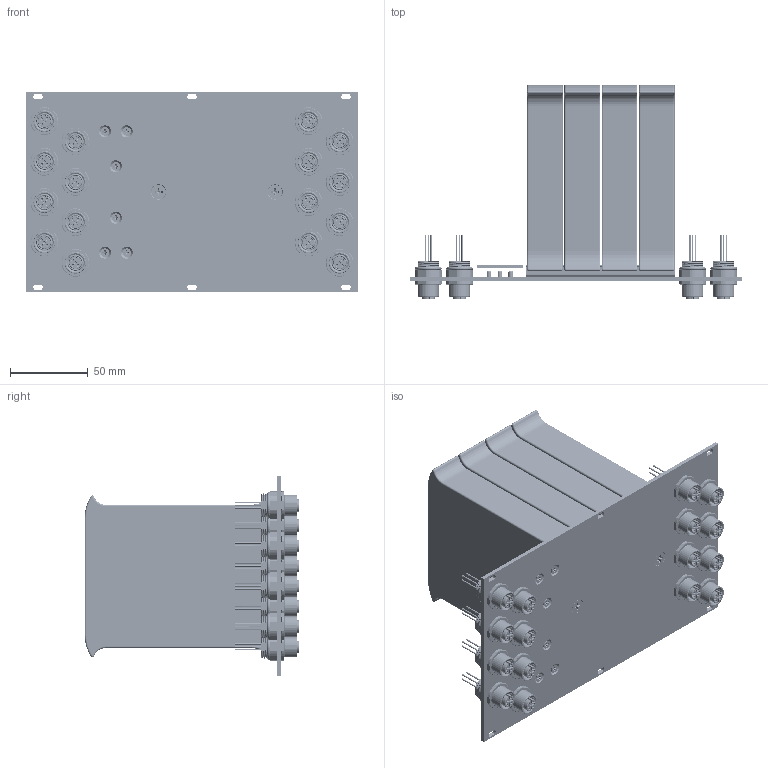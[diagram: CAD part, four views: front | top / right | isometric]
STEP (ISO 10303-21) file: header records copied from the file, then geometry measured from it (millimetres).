
FILE_DESCRIPTION(/* description */ ('STEP AP242','CAx-IF Rec.Pracs.---Representation and Presentation of Product Manufacturing Information (PMI)---4.0---2014-10-13','CAx-IF Rec.Pracs.---3D Tessellated Geometry---0.4---2014-09-14','2;1'),/* implementation_level */ '2;1');
FILE_NAME(/* name */ '6332c16b0a527e4935f160d1',/* time_stamp */ '2022-09-27T09:25:01+00:00',/* author */ (''),/* organization */ (''),/* preprocessor_version */ 'ST-DEVELOPER v18.102',/* originating_system */ ' ',/* authorisation */ ' ');
FILE_SCHEMA (('AP242_MANAGED_MODEL_BASED_3D_ENGINEERING_MIM_LF { 1 0 10303 442 1 1 4 }'));
Length unit declared in the file: metre
Products named in the file (9): Assembly 1; Converter; PH Countersunk flat head screw M5x0.8 x 6; M12; Hutschiene; PH Countersunk flat head screw M3x0.5 x 6; Frontplatte; PH Countersunk flat head screw M3x0.5 x 4; DAP19
Assembly tree (31 placements, depth 2):
  Assembly 1
    Converter  x4
    PH Countersunk flat head screw M5x0.8 x 6  x2
    M12  x16
    Hutschiene
    PH Countersunk flat head screw M3x0.5 x 6  x5
    Frontplatte
    PH Countersunk flat head screw M3x0.5 x 4
    DAP19
Bounding box: 213 x 138.12 x 128.4 mm (x, y, z)
Volume: 1135604.7 mm3; surface area: 253080.1 mm2
Topology: 31 solids, 31 shells, 5072 faces, 13118 edges, 8444 vertices
Faces by surface type: cylinder 2026, plane 1822, cone 512, bspline 320, torus 280, sphere 112
Full cylindrical faces by diameter (mm): 0.93 x64, 0.95 x16, 1.1 x80, 1.6 x80, 3 x6, 3.2 x12, 5 x2, 5.2 x2, 5.5 x6, 9.3 x2, 10.65 x16, 11.5 x16
Entity records: 19624 total; most frequent: CARTESIAN_POINT 4690, DIRECTION 3026, ORIENTED_EDGE 2968, EDGE_CURVE 1484, AXIS2_PLACEMENT_3D 1156, VERTEX_POINT 992, FACE_BOUND 788, EDGE_LOOP 785
